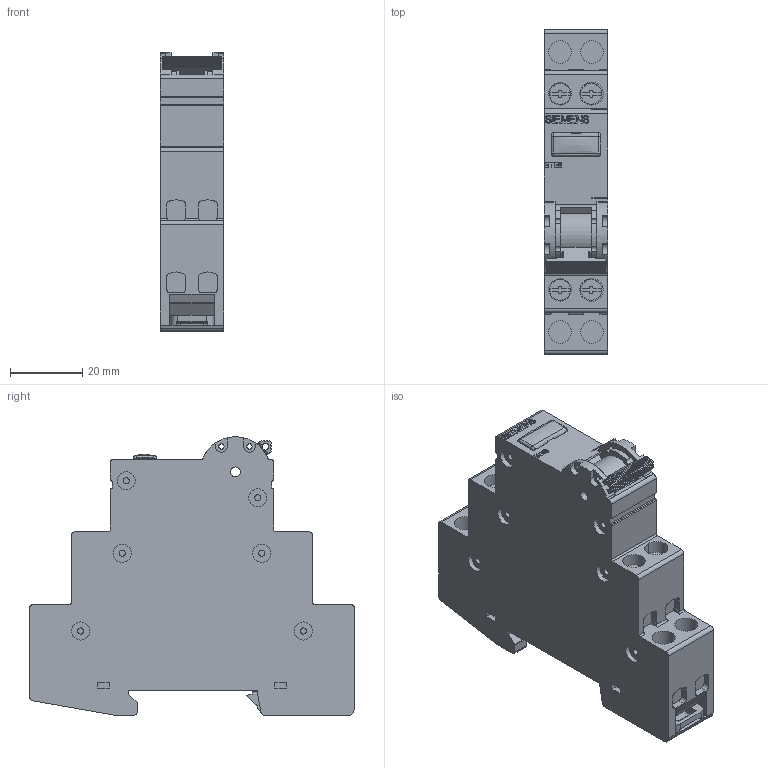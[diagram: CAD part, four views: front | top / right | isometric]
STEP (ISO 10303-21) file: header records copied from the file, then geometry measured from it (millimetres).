
FILE_DESCRIPTION(/* description */ (''),/* implementation_level */ '2;1');
FILE_NAME(/* name */ '5TE8102_PO_v.stp',/* time_stamp */ '2023-03-29T16:32:38+02:00',/* author */ ('"(c) Siemens AG Smart Infrastructure"'),/* organization */ ('"(c) Siemens AG - Smart Infrastructure - EP"'),/* preprocessor_version */ 'ST-DEVELOPER v18.101',/* originating_system */ 'SIEMENS PLM Software NX 2008',/* authorisation */ '"Transmittal reproduction, dissemination and/or editing of this document as well as utilization of its contents and communication thereof to others without express authorization is prohibited. Offenders will be held liable for payment of damages. All rights created by patent grant or registration of a utility model or design patent are reserved."');
FILE_SCHEMA (('AUTOMOTIVE_DESIGN { 1 0 10303 214 3 1 1 1 }'));
Length unit declared in the file: millimetre
Products named in the file (1): model3
Bounding box: 17.6 x 89.8 x 77 mm (x, y, z)
Volume: 80259.3 mm3; surface area: 20208.7 mm2
Topology: 1 solids, 2 shells, 779 faces, 2158 edges, 1433 vertices
Faces by surface type: plane 482, cylinder 239, bspline 29, extrusion 13, sphere 8, torus 6, cone 2
Full cylindrical faces by diameter (mm): 1.5 x4, 1.7 x6, 1.85 x1, 2.7 x1, 4 x6, 4.393 x2, 5 x12, 5.748 x4, 6.25 x6, 7.5 x1
Entity records: 33445 total; most frequent: CARTESIAN_POINT 8332, ORIENTED_EDGE 4166, DIRECTION 3863, EDGE_CURVE 2083, VERTEX_POINT 1400, VECTOR 1375, LINE 1362, AXIS2_PLACEMENT_3D 1244
